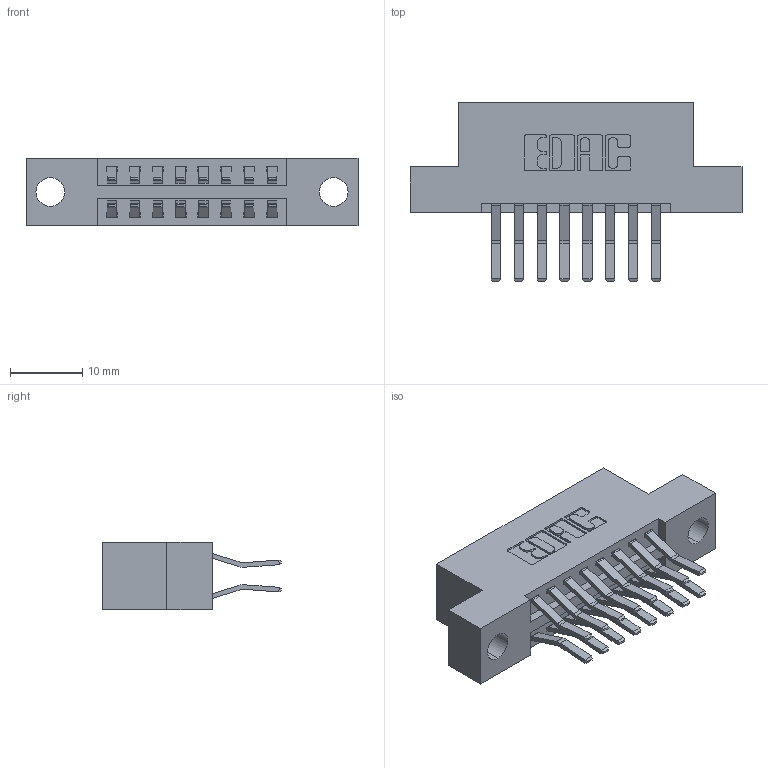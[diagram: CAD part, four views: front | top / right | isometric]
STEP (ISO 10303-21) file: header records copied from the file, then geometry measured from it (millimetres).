
FILE_DESCRIPTION (( 'STEP AP203' ), '1' );
FILE_NAME ('346-016-560-204.STEP', '2022-05-18T16:38:17', ( '' ), ( '' ), 'SwSTEP 2.0', 'SolidWorks 2020', '' );
FILE_SCHEMA (( 'CONFIG_CONTROL_DESIGN' ));
Length unit declared in the file: inch
Products named in the file (3): 346-016-560-204; 346 Part_Flush Mounting Lugs - 0.156 Dia-TH; 345-292-001_560 Tail
Assembly tree (17 placements, depth 2):
  346-016-560-204
    346 Part_Flush Mounting Lugs - 0.156 Dia-TH
    345-292-001_560 Tail  x16
Bounding box: 45.97 x 24.78 x 9.4 mm (x, y, z)
Volume: 4217.9 mm3; surface area: 5391.1 mm2
Topology: 17 solids, 17 shells, 1000 faces, 2941 edges, 1938 vertices
Faces by surface type: plane 650, cylinder 350
Entity records: 10305 total; most frequent: CARTESIAN_POINT 1750, ORIENTED_EDGE 1682, DIRECTION 1597, EDGE_CURVE 841, LINE 673, VECTOR 673, VERTEX_POINT 558, AXIS2_PLACEMENT_3D 462
